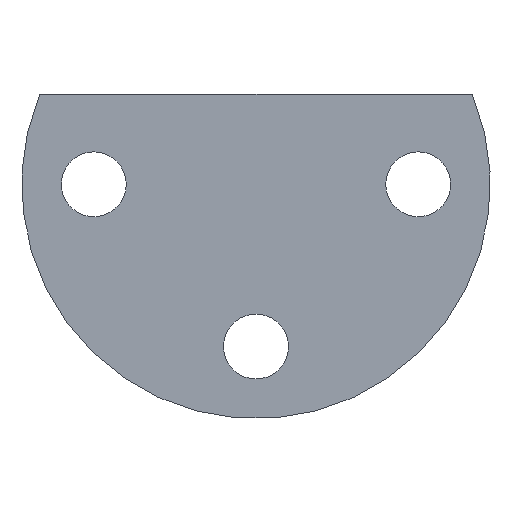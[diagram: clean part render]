
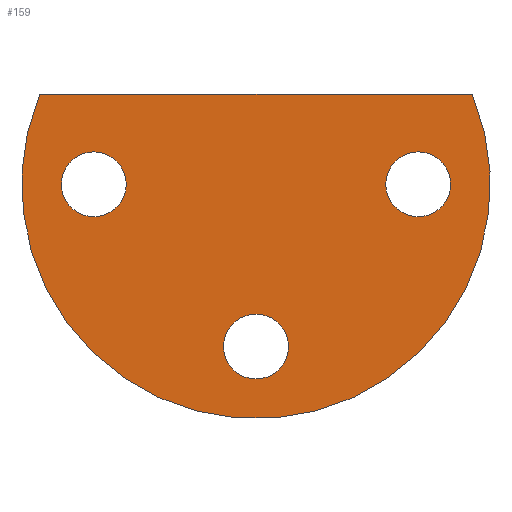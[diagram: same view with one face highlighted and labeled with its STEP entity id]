
A CAD part, left-side view. The second image highlights one B-rep face of the part: STEP entity #159.
In plain terms, the highlighted planar face has unit normal (-1, 0, 0).
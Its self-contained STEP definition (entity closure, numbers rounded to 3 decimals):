
#159 = ADVANCED_FACE( '', ( #346, #347, #348, #349 ), #350, .F. );
#346 = FACE_OUTER_BOUND( '', #603, .T. );
#347 = FACE_BOUND( '', #604, .T. );
#348 = FACE_BOUND( '', #605, .T. );
#349 = FACE_BOUND( '', #606, .T. );
#350 = PLANE( '', #607 );
#603 = EDGE_LOOP( '', ( #850, #851 ) );
#604 = EDGE_LOOP( '', ( #852 ) );
#605 = EDGE_LOOP( '', ( #853 ) );
#606 = EDGE_LOOP( '', ( #854 ) );
#607 = AXIS2_PLACEMENT_3D( '', #855, #856, #857 );
#850 = ORIENTED_EDGE( '', *, *, #1416, .F. );
#851 = ORIENTED_EDGE( '', *, *, #1417, .T. );
#852 = ORIENTED_EDGE( '', *, *, #1418, .F. );
#853 = ORIENTED_EDGE( '', *, *, #1419, .T. );
#854 = ORIENTED_EDGE( '', *, *, #1413, .F. );
#855 = CARTESIAN_POINT( '', ( 0., 0., 0. ) );
#856 = DIRECTION( '', ( 1., 0., 0. ) );
#857 = DIRECTION( '', ( 0., 0., -1. ) );
#1413 = EDGE_CURVE( '', #1625, #1625, #1626, .T. );
#1416 = EDGE_CURVE( '', #1630, #1631, #1632, .T. );
#1417 = EDGE_CURVE( '', #1630, #1631, #1633, .T. );
#1418 = EDGE_CURVE( '', #1634, #1634, #1635, .F. );
#1419 = EDGE_CURVE( '', #1636, #1636, #1637, .T. );
#1625 = VERTEX_POINT( '', #1930 );
#1626 = CIRCLE( '', #1931, 4.5 );
#1630 = VERTEX_POINT( '', #1935 );
#1631 = VERTEX_POINT( '', #1936 );
#1632 = CIRCLE( '', #1937, 32.5 );
#1633 = LINE( '', #1938, #1939 );
#1634 = VERTEX_POINT( '', #1940 );
#1635 = CIRCLE( '', #1941, 4.5 );
#1636 = VERTEX_POINT( '', #1942 );
#1637 = CIRCLE( '', #1943, 4.5 );
#1930 = CARTESIAN_POINT( '', ( 0., -22.5, 4.5 ) );
#1931 = AXIS2_PLACEMENT_3D( '', #2564, #2565, #2566 );
#1935 = CARTESIAN_POINT( '', ( 0., -30., 12.5 ) );
#1936 = CARTESIAN_POINT( '', ( 0., 30., 12.5 ) );
#1937 = AXIS2_PLACEMENT_3D( '', #2570, #2571, #2572 );
#1938 = CARTESIAN_POINT( '', ( 0., -34.5, 12.5 ) );
#1939 = VECTOR( '', #2573, 1000. );
#1940 = CARTESIAN_POINT( '', ( 0., 22.5, -4.5 ) );
#1941 = AXIS2_PLACEMENT_3D( '', #2574, #2575, #2576 );
#1942 = CARTESIAN_POINT( '', ( 0., 0., -27. ) );
#1943 = AXIS2_PLACEMENT_3D( '', #2577, #2578, #2579 );
#2564 = CARTESIAN_POINT( '', ( 0., -22.5, 0. ) );
#2565 = DIRECTION( '', ( -1., 0., 0. ) );
#2566 = DIRECTION( '', ( 0., 0., 1. ) );
#2570 = CARTESIAN_POINT( '', ( 0., 0., 0. ) );
#2571 = DIRECTION( '', ( 1., 0., 0. ) );
#2572 = DIRECTION( '', ( 0., 0., -1. ) );
#2573 = DIRECTION( '', ( 0., 1., 0. ) );
#2574 = CARTESIAN_POINT( '', ( 0., 22.5, 0. ) );
#2575 = DIRECTION( '', ( 1., 0., 0. ) );
#2576 = DIRECTION( '', ( 0., 0., -1. ) );
#2577 = CARTESIAN_POINT( '', ( 0., 0., -22.5 ) );
#2578 = DIRECTION( '', ( 1., 0., 0. ) );
#2579 = DIRECTION( '', ( 0., 0., -1. ) );
